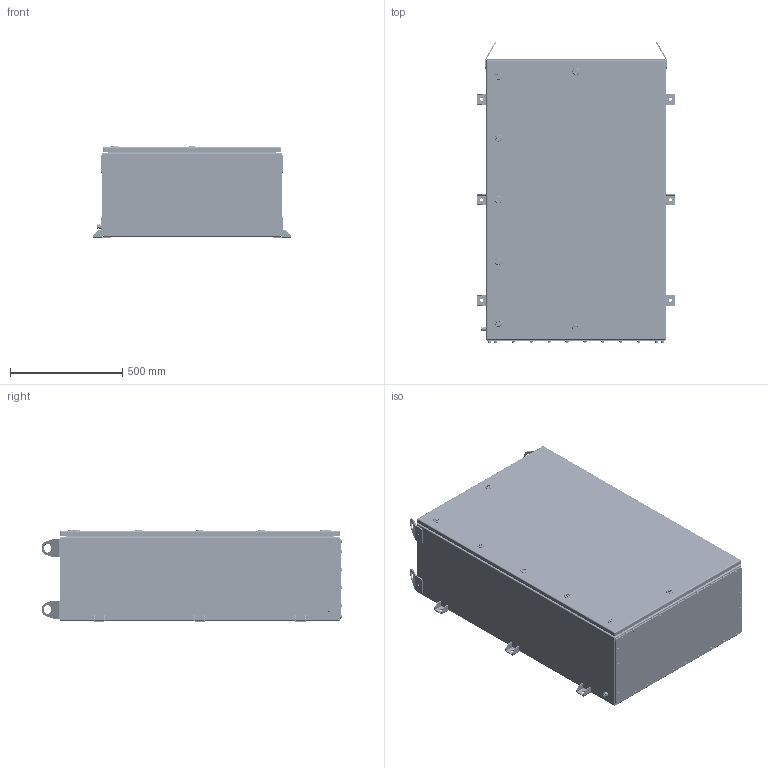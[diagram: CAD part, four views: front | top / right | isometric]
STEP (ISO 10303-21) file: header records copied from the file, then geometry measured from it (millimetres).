
FILE_DESCRIPTION(('CATIA V5 STEP Exchange','CAx-IF Rec.Pracs.--- Model Styling and Organization---1.4--- 2014-01-23'),'2;1');
FILE_NAME ('1157812-29_3_2698420000_70932_KTBL_ZUB_1258040_LL1_1GP.stp','2024-04-23T07:28:49+00:00',('none'),('Weidmueller'),'CATIA Version 5-6 Release 2016 SP3 HF44','CATIA V5 STEP AP214','none');
FILE_SCHEMA(('AUTOMOTIVE_DESIGN { 1 0 10303 214 1 1 1 1 }'));
Products named in the file (1): KTBL_ZUB_15010050_LL1_1GP
Bounding box: 880 x 1341.19 x 408.9 mm (x, y, z)
Volume: 14731853.9 mm3; surface area: 12007813.8 mm2
Topology: 31 solids, 303 shells, 9066 faces, 22254 edges, 14123 vertices
Faces by surface type: plane 4376, cylinder 3367, cone 674, torus 354, bspline 291, extrusion 4
Entity records: 327828 total; most frequent: CARTESIAN_POINT 132560, ORIENTED_EDGE 44272, DIRECTION 31756, EDGE_CURVE 22136, VERTEX_POINT 14123, AXIS2_PLACEMENT_3D 12780, VECTOR 11387, LINE 11383
